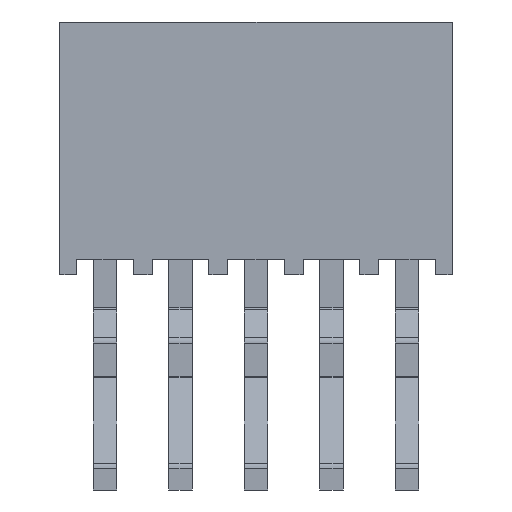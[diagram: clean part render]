
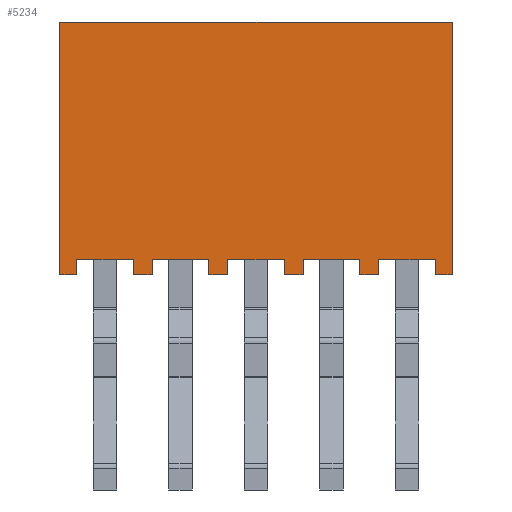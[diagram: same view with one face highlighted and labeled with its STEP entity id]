
A CAD part, front view. The second image highlights one B-rep face of the part: STEP entity #5234.
In plain terms, the highlighted face is planar.
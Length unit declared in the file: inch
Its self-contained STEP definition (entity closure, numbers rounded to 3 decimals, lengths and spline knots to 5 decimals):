
#1303=ORIENTED_EDGE('',*,*,#2251,.F.);
#1304=ORIENTED_EDGE('',*,*,#2252,.T.);
#1305=ORIENTED_EDGE('',*,*,#2253,.F.);
#1306=ORIENTED_EDGE('',*,*,#2254,.F.);
#1307=ORIENTED_EDGE('',*,*,#2255,.T.);
#1308=ORIENTED_EDGE('',*,*,#2256,.T.);
#1309=ORIENTED_EDGE('',*,*,#2257,.F.);
#1310=ORIENTED_EDGE('',*,*,#2258,.F.);
#1311=ORIENTED_EDGE('',*,*,#2259,.F.);
#1312=ORIENTED_EDGE('',*,*,#2260,.T.);
#1313=ORIENTED_EDGE('',*,*,#2261,.F.);
#1314=ORIENTED_EDGE('',*,*,#2262,.F.);
#1315=ORIENTED_EDGE('',*,*,#2263,.F.);
#1316=ORIENTED_EDGE('',*,*,#2264,.T.);
#1317=ORIENTED_EDGE('',*,*,#2265,.F.);
#1318=ORIENTED_EDGE('',*,*,#2266,.F.);
#1319=ORIENTED_EDGE('',*,*,#2267,.F.);
#1320=ORIENTED_EDGE('',*,*,#2268,.T.);
#1321=ORIENTED_EDGE('',*,*,#2269,.F.);
#1322=ORIENTED_EDGE('',*,*,#2270,.F.);
#1323=ORIENTED_EDGE('',*,*,#2271,.F.);
#1324=ORIENTED_EDGE('',*,*,#2272,.T.);
#1325=ORIENTED_EDGE('',*,*,#2273,.F.);
#1326=ORIENTED_EDGE('',*,*,#2274,.F.);
#2251=EDGE_CURVE('',#2819,#2820,#3431,.T.);
#2252=EDGE_CURVE('',#2819,#2821,#3432,.T.);
#2253=EDGE_CURVE('',#2822,#2821,#3433,.T.);
#2254=EDGE_CURVE('',#2823,#2822,#3434,.T.);
#2255=EDGE_CURVE('',#2823,#2824,#3435,.T.);
#2256=EDGE_CURVE('',#2824,#2825,#3436,.T.);
#2257=EDGE_CURVE('',#2826,#2825,#3437,.T.);
#2258=EDGE_CURVE('',#2827,#2826,#3438,.T.);
#2259=EDGE_CURVE('',#2828,#2827,#3439,.T.);
#2260=EDGE_CURVE('',#2828,#2829,#3440,.T.);
#2261=EDGE_CURVE('',#2830,#2829,#3441,.T.);
#2262=EDGE_CURVE('',#2831,#2830,#3442,.T.);
#2263=EDGE_CURVE('',#2832,#2831,#3443,.T.);
#2264=EDGE_CURVE('',#2832,#2833,#3444,.T.);
#2265=EDGE_CURVE('',#2834,#2833,#3445,.T.);
#2266=EDGE_CURVE('',#2835,#2834,#3446,.T.);
#2267=EDGE_CURVE('',#2836,#2835,#3447,.T.);
#2268=EDGE_CURVE('',#2836,#2837,#3448,.T.);
#2269=EDGE_CURVE('',#2838,#2837,#3449,.T.);
#2270=EDGE_CURVE('',#2839,#2838,#3450,.T.);
#2271=EDGE_CURVE('',#2840,#2839,#3451,.T.);
#2272=EDGE_CURVE('',#2840,#2841,#3452,.T.);
#2273=EDGE_CURVE('',#2842,#2841,#3453,.T.);
#2274=EDGE_CURVE('',#2820,#2842,#3454,.T.);
#2819=VERTEX_POINT('',#8200);
#2820=VERTEX_POINT('',#8201);
#2821=VERTEX_POINT('',#8203);
#2822=VERTEX_POINT('',#8205);
#2823=VERTEX_POINT('',#8207);
#2824=VERTEX_POINT('',#8209);
#2825=VERTEX_POINT('',#8211);
#2826=VERTEX_POINT('',#8213);
#2827=VERTEX_POINT('',#8215);
#2828=VERTEX_POINT('',#8217);
#2829=VERTEX_POINT('',#8219);
#2830=VERTEX_POINT('',#8221);
#2831=VERTEX_POINT('',#8223);
#2832=VERTEX_POINT('',#8225);
#2833=VERTEX_POINT('',#8227);
#2834=VERTEX_POINT('',#8229);
#2835=VERTEX_POINT('',#8231);
#2836=VERTEX_POINT('',#8233);
#2837=VERTEX_POINT('',#8235);
#2838=VERTEX_POINT('',#8237);
#2839=VERTEX_POINT('',#8239);
#2840=VERTEX_POINT('',#8241);
#2841=VERTEX_POINT('',#8243);
#2842=VERTEX_POINT('',#8245);
#3431=LINE('',#8199,#4107);
#3432=LINE('',#8202,#4108);
#3433=LINE('',#8204,#4109);
#3434=LINE('',#8206,#4110);
#3435=LINE('',#8208,#4111);
#3436=LINE('',#8210,#4112);
#3437=LINE('',#8212,#4113);
#3438=LINE('',#8214,#4114);
#3439=LINE('',#8216,#4115);
#3440=LINE('',#8218,#4116);
#3441=LINE('',#8220,#4117);
#3442=LINE('',#8222,#4118);
#3443=LINE('',#8224,#4119);
#3444=LINE('',#8226,#4120);
#3445=LINE('',#8228,#4121);
#3446=LINE('',#8230,#4122);
#3447=LINE('',#8232,#4123);
#3448=LINE('',#8234,#4124);
#3449=LINE('',#8236,#4125);
#3450=LINE('',#8238,#4126);
#3451=LINE('',#8240,#4127);
#3452=LINE('',#8242,#4128);
#3453=LINE('',#8244,#4129);
#3454=LINE('',#8246,#4130);
#4107=VECTOR('',#6719,39.37008);
#4108=VECTOR('',#6720,39.37008);
#4109=VECTOR('',#6721,39.37008);
#4110=VECTOR('',#6722,39.37008);
#4111=VECTOR('',#6723,39.37008);
#4112=VECTOR('',#6724,39.37008);
#4113=VECTOR('',#6725,39.37008);
#4114=VECTOR('',#6726,39.37008);
#4115=VECTOR('',#6727,39.37008);
#4116=VECTOR('',#6728,39.37008);
#4117=VECTOR('',#6729,39.37008);
#4118=VECTOR('',#6730,39.37008);
#4119=VECTOR('',#6731,39.37008);
#4120=VECTOR('',#6732,39.37008);
#4121=VECTOR('',#6733,39.37008);
#4122=VECTOR('',#6734,39.37008);
#4123=VECTOR('',#6735,39.37008);
#4124=VECTOR('',#6736,39.37008);
#4125=VECTOR('',#6737,39.37008);
#4126=VECTOR('',#6738,39.37008);
#4127=VECTOR('',#6739,39.37008);
#4128=VECTOR('',#6740,39.37008);
#4129=VECTOR('',#6741,39.37008);
#4130=VECTOR('',#6742,39.37008);
#4466=EDGE_LOOP('',(#1303,#1304,#1305,#1306,#1307,#1308,#1309,#1310,#1311,
#1312,#1313,#1314,#1315,#1316,#1317,#1318,#1319,#1320,#1321,#1322,#1323,
#1324,#1325,#1326));
#4742=FACE_BOUND('',#4466,.T.);
#4978=PLANE('',#5597);
#5234=ADVANCED_FACE('',(#4742),#4978,.F.);
#5597=AXIS2_PLACEMENT_3D('',#8198,#6717,#6718);
#6717=DIRECTION('',(0.,0.,-1.));
#6718=DIRECTION('',(-1.,0.,0.));
#6719=DIRECTION('',(0.,1.,0.));
#6720=DIRECTION('',(1.,0.,0.));
#6721=DIRECTION('',(0.,-1.,0.));
#6722=DIRECTION('',(1.,0.,0.));
#6723=DIRECTION('',(0.,-1.,0.));
#6724=DIRECTION('',(1.,0.,0.));
#6725=DIRECTION('',(0.,-1.,0.));
#6726=DIRECTION('',(-1.,0.,0.));
#6727=DIRECTION('',(0.,1.,0.));
#6728=DIRECTION('',(1.,0.,0.));
#6729=DIRECTION('',(0.,-1.,0.));
#6730=DIRECTION('',(-1.,0.,0.));
#6731=DIRECTION('',(0.,1.,0.));
#6732=DIRECTION('',(1.,0.,0.));
#6733=DIRECTION('',(0.,-1.,0.));
#6734=DIRECTION('',(-1.,0.,0.));
#6735=DIRECTION('',(0.,1.,0.));
#6736=DIRECTION('',(1.,0.,0.));
#6737=DIRECTION('',(0.,-1.,0.));
#6738=DIRECTION('',(-1.,0.,0.));
#6739=DIRECTION('',(0.,1.,0.));
#6740=DIRECTION('',(1.,0.,0.));
#6741=DIRECTION('',(0.,-1.,0.));
#6742=DIRECTION('',(-1.,0.,0.));
#8198=CARTESIAN_POINT('',(-0.26,0.335,0.0975));
#8199=CARTESIAN_POINT('',(0.2375,0.,0.0975));
#8200=CARTESIAN_POINT('',(0.2375,0.,0.0975));
#8201=CARTESIAN_POINT('',(0.2375,0.02,0.0975));
#8202=CARTESIAN_POINT('',(-0.26,0.,0.0975));
#8203=CARTESIAN_POINT('',(0.26,0.,0.0975));
#8204=CARTESIAN_POINT('',(0.26,0.335,0.0975));
#8205=CARTESIAN_POINT('',(0.26,0.335,0.0975));
#8206=CARTESIAN_POINT('',(-0.26,0.335,0.0975));
#8207=CARTESIAN_POINT('',(-0.26,0.335,0.0975));
#8208=CARTESIAN_POINT('',(-0.26,0.335,0.0975));
#8209=CARTESIAN_POINT('',(-0.26,0.,0.0975));
#8210=CARTESIAN_POINT('',(-0.26,0.,0.0975));
#8211=CARTESIAN_POINT('',(-0.2375,0.,0.0975));
#8212=CARTESIAN_POINT('',(-0.2375,0.02,0.0975));
#8213=CARTESIAN_POINT('',(-0.2375,0.02,0.0975));
#8214=CARTESIAN_POINT('',(-0.1625,0.02,0.0975));
#8215=CARTESIAN_POINT('',(-0.1625,0.02,0.0975));
#8216=CARTESIAN_POINT('',(-0.1625,0.,0.0975));
#8217=CARTESIAN_POINT('',(-0.1625,0.,0.0975));
#8218=CARTESIAN_POINT('',(-0.26,0.,0.0975));
#8219=CARTESIAN_POINT('',(-0.1375,0.,0.0975));
#8220=CARTESIAN_POINT('',(-0.1375,0.02,0.0975));
#8221=CARTESIAN_POINT('',(-0.1375,0.02,0.0975));
#8222=CARTESIAN_POINT('',(-0.0625,0.02,0.0975));
#8223=CARTESIAN_POINT('',(-0.0625,0.02,0.0975));
#8224=CARTESIAN_POINT('',(-0.0625,0.,0.0975));
#8225=CARTESIAN_POINT('',(-0.0625,0.,0.0975));
#8226=CARTESIAN_POINT('',(-0.26,0.,0.0975));
#8227=CARTESIAN_POINT('',(-0.0375,0.,0.0975));
#8228=CARTESIAN_POINT('',(-0.0375,0.02,0.0975));
#8229=CARTESIAN_POINT('',(-0.0375,0.02,0.0975));
#8230=CARTESIAN_POINT('',(0.0375,0.02,0.0975));
#8231=CARTESIAN_POINT('',(0.0375,0.02,0.0975));
#8232=CARTESIAN_POINT('',(0.0375,0.,0.0975));
#8233=CARTESIAN_POINT('',(0.0375,0.,0.0975));
#8234=CARTESIAN_POINT('',(-0.26,0.,0.0975));
#8235=CARTESIAN_POINT('',(0.0625,0.,0.0975));
#8236=CARTESIAN_POINT('',(0.0625,0.02,0.0975));
#8237=CARTESIAN_POINT('',(0.0625,0.02,0.0975));
#8238=CARTESIAN_POINT('',(0.1375,0.02,0.0975));
#8239=CARTESIAN_POINT('',(0.1375,0.02,0.0975));
#8240=CARTESIAN_POINT('',(0.1375,0.,0.0975));
#8241=CARTESIAN_POINT('',(0.1375,0.,0.0975));
#8242=CARTESIAN_POINT('',(-0.26,0.,0.0975));
#8243=CARTESIAN_POINT('',(0.1625,0.,0.0975));
#8244=CARTESIAN_POINT('',(0.1625,0.02,0.0975));
#8245=CARTESIAN_POINT('',(0.1625,0.02,0.0975));
#8246=CARTESIAN_POINT('',(0.2375,0.02,0.0975));
